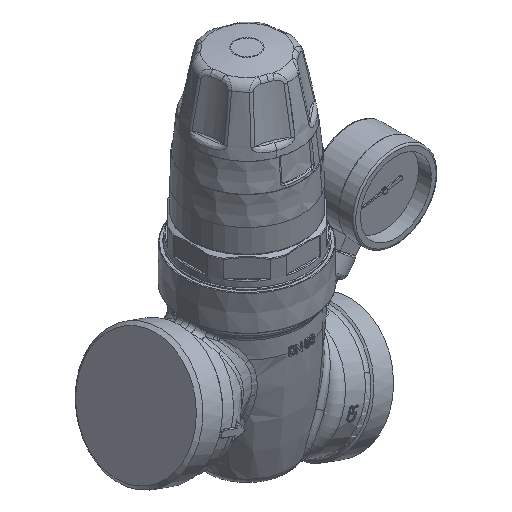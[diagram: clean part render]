
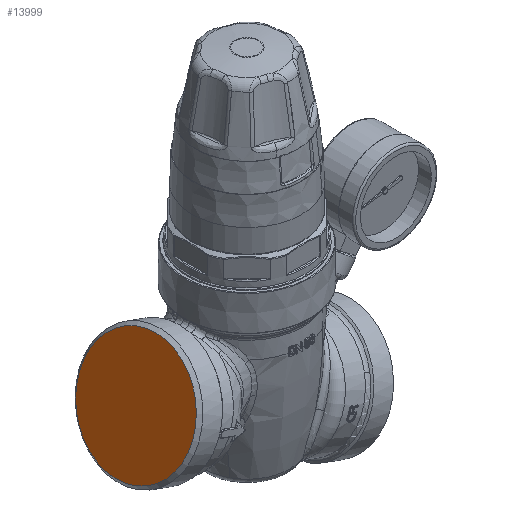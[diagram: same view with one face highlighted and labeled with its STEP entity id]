
A CAD part, isometric view. The second image highlights one B-rep face of the part: STEP entity #13999.
In plain terms, the highlighted planar face has unit normal (-0.94, 0, 0.342).
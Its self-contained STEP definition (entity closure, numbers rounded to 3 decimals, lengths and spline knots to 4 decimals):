
#1594=PLANE('',#14960);
#2361=FACE_OUTER_BOUND('',#3183,.T.);
#3183=EDGE_LOOP('',(#11191));
#4891=CIRCLE('',#14930,1.3957);
#5910=VERTEX_POINT('',#39825);
#7669=EDGE_CURVE('',#5910,#5910,#4891,.F.);
#11191=ORIENTED_EDGE('',*,*,#7669,.T.);
#13999=ADVANCED_FACE('',(#2361),#1594,.T.);
#14930=AXIS2_PLACEMENT_3D('',#39827,#16866,#16867);
#14960=AXIS2_PLACEMENT_3D('',#41503,#16962,#16963);
#16866=DIRECTION('center_axis',(0.94,0.,
-0.342));
#16867=DIRECTION('ref_axis',(0.,-1.,0.));
#16962=DIRECTION('center_axis',(-0.94,0.,
0.342));
#16963=DIRECTION('ref_axis',(0.342,0.,0.94));
#39825=CARTESIAN_POINT('',(-3.1306,-0.6691,-0.9637));
#39827=CARTESIAN_POINT('Origin',(-2.7117,0.,
0.1872));
#41503=CARTESIAN_POINT('Origin',(-2.2344,0.,
1.4987));
